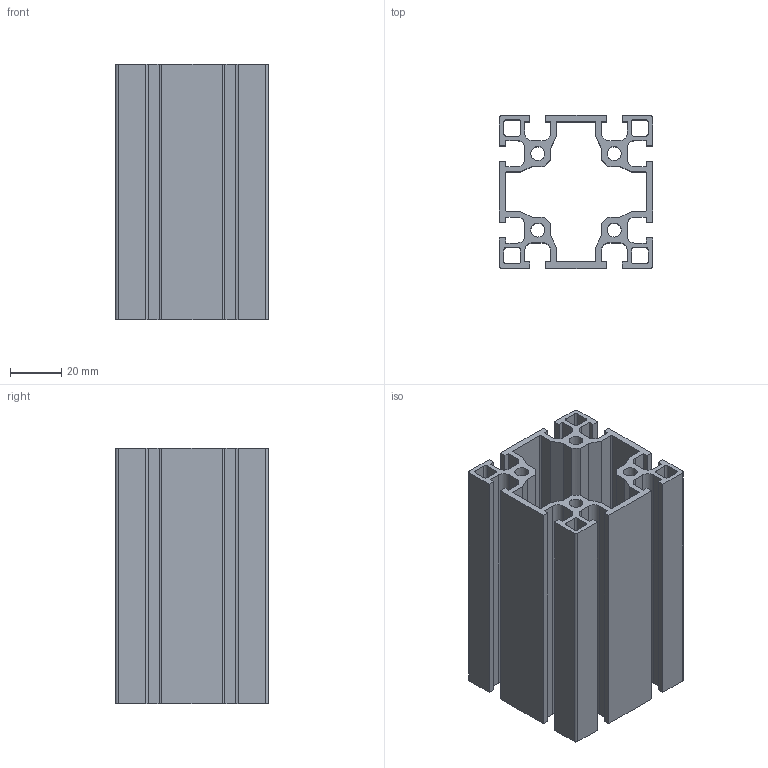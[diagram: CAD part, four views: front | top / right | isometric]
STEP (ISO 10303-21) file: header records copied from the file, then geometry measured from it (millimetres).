
FILE_DESCRIPTION((''),'2;1');
FILE_NAME('K_106060-K_100.stp','2013-11-03T21:47:36',('PC'),(''),'Autodesk Inventor 2011','Autodesk Inventor 2011','');
FILE_SCHEMA(('AUTOMOTIVE_DESIGN { 1 0 10303 214 1 1 1 1 }'));
Length unit declared in the file: millimetre
Products named in the file (1): 106060-100
Bounding box: 60 x 60 x 100 mm (x, y, z)
Volume: 96224.1 mm3; surface area: 82596.7 mm2
Topology: 1 solids, 1 shells, 166 faces, 492 edges, 328 vertices
Faces by surface type: plane 114, cylinder 52
Full cylindrical faces by diameter (mm): 5.5 x4
Entity records: 5582 total; most frequent: CARTESIAN_POINT 983, ORIENTED_EDGE 976, DIRECTION 926, EDGE_CURVE 488, VECTOR 384, LINE 384, VERTEX_POINT 328, AXIS2_PLACEMENT_3D 271
